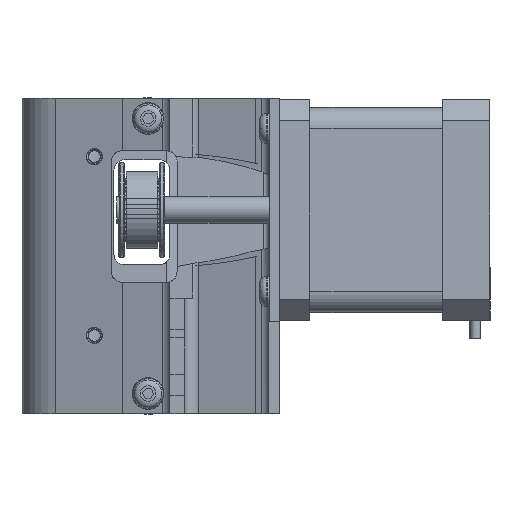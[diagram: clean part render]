
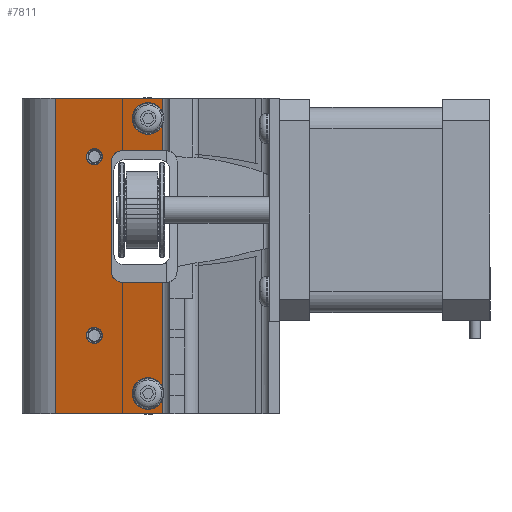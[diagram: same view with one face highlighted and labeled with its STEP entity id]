
A CAD part, left-side view. The second image highlights one B-rep face of the part: STEP entity #7811.
In plain terms, the highlighted face is planar.
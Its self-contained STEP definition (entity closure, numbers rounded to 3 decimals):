
#788=LINE('',#11843,#1327);
#789=LINE('',#11856,#1328);
#790=LINE('',#11859,#1329);
#792=LINE('',#11875,#1331);
#841=LINE('',#12144,#1380);
#855=LINE('',#12284,#1394);
#859=LINE('',#12293,#1398);
#861=LINE('',#12302,#1400);
#862=LINE('',#12304,#1401);
#863=LINE('',#12305,#1402);
#1327=VECTOR('',#9363,10.);
#1328=VECTOR('',#9368,10.);
#1329=VECTOR('',#9371,10.);
#1331=VECTOR('',#9377,10.);
#1380=VECTOR('',#9572,10.);
#1394=VECTOR('',#9616,10.);
#1398=VECTOR('',#9630,10.);
#1400=VECTOR('',#9640,10.);
#1401=VECTOR('',#9641,10.);
#1402=VECTOR('',#9642,10.);
#1862=PLANE('',#8494);
#2065=FACE_BOUND('',#2910,.T.);
#2066=FACE_BOUND('',#2911,.T.);
#2421=FACE_OUTER_BOUND('',#2909,.T.);
#2909=EDGE_LOOP('',(#5661,#5662,#5663,#5664,#5665,#5666,#5667,#5668,#5669,
#5670,#5671,#5672,#5673,#5674));
#2910=EDGE_LOOP('',(#5675));
#2911=EDGE_LOOP('',(#5676));
#3500=ELLIPSE('',#8374,1.57,1.5);
#3501=ELLIPSE('',#8376,1.57,1.5);
#3503=ELLIPSE('',#8388,3.141,3.);
#3505=ELLIPSE('',#8391,3.141,3.);
#3520=ELLIPSE('',#8479,2.094,2.);
#3521=ELLIPSE('',#8483,2.094,2.);
#3524=VERTEX_POINT('',#11661);
#3526=VERTEX_POINT('',#11703);
#3553=VERTEX_POINT('',#11812);
#3554=VERTEX_POINT('',#11813);
#3556=VERTEX_POINT('',#11828);
#3557=VERTEX_POINT('',#11829);
#3558=VERTEX_POINT('',#11842);
#3560=VERTEX_POINT('',#11854);
#3561=VERTEX_POINT('',#11858);
#3565=VERTEX_POINT('',#11873);
#3644=VERTEX_POINT('',#12142);
#3654=VERTEX_POINT('',#12216);
#3660=VERTEX_POINT('',#12274);
#3661=VERTEX_POINT('',#12276);
#3664=VERTEX_POINT('',#12301);
#3665=VERTEX_POINT('',#12303);
#4295=EDGE_CURVE('',#3524,#3524,#3500,.T.);
#4297=EDGE_CURVE('',#3526,#3526,#3501,.T.);
#4332=EDGE_CURVE('',#3553,#3554,#3503,.T.);
#4335=EDGE_CURVE('',#3556,#3557,#3505,.T.);
#4337=EDGE_CURVE('',#3553,#3558,#788,.T.);
#4341=EDGE_CURVE('',#3560,#3554,#789,.T.);
#4342=EDGE_CURVE('',#3556,#3561,#790,.T.);
#4347=EDGE_CURVE('',#3565,#3557,#792,.T.);
#4448=EDGE_CURVE('',#3560,#3644,#841,.T.);
#4463=EDGE_CURVE('',#3644,#3654,#3520,.T.);
#4470=EDGE_CURVE('',#3661,#3660,#3521,.T.);
#4475=EDGE_CURVE('',#3654,#3661,#855,.T.);
#4480=EDGE_CURVE('',#3660,#3561,#859,.T.);
#4484=EDGE_CURVE('',#3664,#3565,#861,.T.);
#4485=EDGE_CURVE('',#3665,#3664,#862,.T.);
#4486=EDGE_CURVE('',#3558,#3665,#863,.T.);
#5661=ORIENTED_EDGE('',*,*,#4332,.T.);
#5662=ORIENTED_EDGE('',*,*,#4341,.F.);
#5663=ORIENTED_EDGE('',*,*,#4448,.T.);
#5664=ORIENTED_EDGE('',*,*,#4463,.T.);
#5665=ORIENTED_EDGE('',*,*,#4475,.T.);
#5666=ORIENTED_EDGE('',*,*,#4470,.T.);
#5667=ORIENTED_EDGE('',*,*,#4480,.T.);
#5668=ORIENTED_EDGE('',*,*,#4342,.F.);
#5669=ORIENTED_EDGE('',*,*,#4335,.T.);
#5670=ORIENTED_EDGE('',*,*,#4347,.F.);
#5671=ORIENTED_EDGE('',*,*,#4484,.F.);
#5672=ORIENTED_EDGE('',*,*,#4485,.F.);
#5673=ORIENTED_EDGE('',*,*,#4486,.F.);
#5674=ORIENTED_EDGE('',*,*,#4337,.F.);
#5675=ORIENTED_EDGE('',*,*,#4295,.T.);
#5676=ORIENTED_EDGE('',*,*,#4297,.T.);
#7811=ADVANCED_FACE('',(#2421,#2065,#2066),#1862,.T.);
#8374=AXIS2_PLACEMENT_3D('',#11662,#9293,#9294);
#8376=AXIS2_PLACEMENT_3D('',#11704,#9297,#9298);
#8388=AXIS2_PLACEMENT_3D('',#11814,#9353,#9354);
#8391=AXIS2_PLACEMENT_3D('',#11830,#9359,#9360);
#8479=AXIS2_PLACEMENT_3D('',#12218,#9596,#9597);
#8483=AXIS2_PLACEMENT_3D('',#12277,#9606,#9607);
#8494=AXIS2_PLACEMENT_3D('',#12300,#9638,#9639);
#9293=DIRECTION('center_axis',(0.955,0.,-0.296));
#9294=DIRECTION('ref_axis',(0.296,0.,0.955));
#9297=DIRECTION('center_axis',(0.955,0.,-0.296));
#9298=DIRECTION('ref_axis',(0.296,0.,0.955));
#9353=DIRECTION('center_axis',(0.955,0.,-0.296));
#9354=DIRECTION('ref_axis',(0.296,0.,0.955));
#9359=DIRECTION('center_axis',(0.955,0.,-0.296));
#9360=DIRECTION('ref_axis',(0.296,0.,0.955));
#9363=DIRECTION('',(0.,1.,0.));
#9368=DIRECTION('',(0.,1.,0.));
#9371=DIRECTION('',(0.,1.,0.));
#9377=DIRECTION('',(0.,1.,0.));
#9572=DIRECTION('',(0.296,0.,0.955));
#9596=DIRECTION('center_axis',(0.955,0.,-0.296));
#9597=DIRECTION('ref_axis',(-0.296,0.,-0.955));
#9606=DIRECTION('center_axis',(0.955,0.,-0.296));
#9607=DIRECTION('ref_axis',(-0.296,0.,-0.955));
#9616=DIRECTION('',(0.,-1.,0.));
#9630=DIRECTION('',(-0.296,0.,-0.955));
#9638=DIRECTION('center_axis',(-0.955,0.,0.296));
#9639=DIRECTION('ref_axis',(-0.296,0.,-0.955));
#9640=DIRECTION('',(-0.296,0.,-0.955));
#9641=DIRECTION('',(0.,-1.,0.));
#9642=DIRECTION('',(0.296,0.,0.955));
#11661=CARTESIAN_POINT('',(-11.368,-14.891,-6.276));
#11662=CARTESIAN_POINT('Origin',(-10.903,-14.891,-4.776));
#11703=CARTESIAN_POINT('',(-11.368,-48.891,-6.276));
#11704=CARTESIAN_POINT('Origin',(-10.903,-48.891,-4.776));
#11812=CARTESIAN_POINT('',(-14.906,-2.526,-17.692));
#11813=CARTESIAN_POINT('',(-14.906,-5.174,-17.692));
#11814=CARTESIAN_POINT('Origin',(-14.071,-3.85,-15.));
#11828=CARTESIAN_POINT('',(-14.906,-54.826,-17.692));
#11829=CARTESIAN_POINT('',(-14.906,-57.474,-17.692));
#11830=CARTESIAN_POINT('Origin',(-14.071,-56.15,-15.));
#11842=CARTESIAN_POINT('',(-14.906,0.,-17.692));
#11843=CARTESIAN_POINT('',(-14.906,0.,-17.692));
#11854=CARTESIAN_POINT('',(-14.906,-25.,-17.692));
#11856=CARTESIAN_POINT('',(-14.906,0.,-17.692));
#11858=CARTESIAN_POINT('',(-14.906,-50.,-17.692));
#11859=CARTESIAN_POINT('',(-14.906,0.,-17.692));
#11873=CARTESIAN_POINT('',(-14.906,-60.,-17.692));
#11875=CARTESIAN_POINT('',(-14.906,0.,-17.692));
#12142=CARTESIAN_POINT('',(-12.522,-25.,-10.));
#12144=CARTESIAN_POINT('',(-11.212,-25.,-5.775));
#12216=CARTESIAN_POINT('',(-11.902,-27.,-8.));
#12218=CARTESIAN_POINT('Origin',(-12.522,-27.,-10.));
#12274=CARTESIAN_POINT('',(-12.522,-50.,-10.));
#12276=CARTESIAN_POINT('',(-11.902,-48.,-8.));
#12277=CARTESIAN_POINT('Origin',(-12.522,-48.,-10.));
#12284=CARTESIAN_POINT('',(-11.902,-13.5,-8.));
#12293=CARTESIAN_POINT('',(-10.01,-50.,-1.897));
#12300=CARTESIAN_POINT('Origin',(-8.597,0.,2.664));
#12301=CARTESIAN_POINT('',(-8.597,-60.,2.664));
#12302=CARTESIAN_POINT('',(-20.764,-60.,-36.592));
#12303=CARTESIAN_POINT('',(-8.597,0.,2.664));
#12304=CARTESIAN_POINT('',(-8.597,0.,2.664));
#12305=CARTESIAN_POINT('',(-20.764,0.,-36.592));
